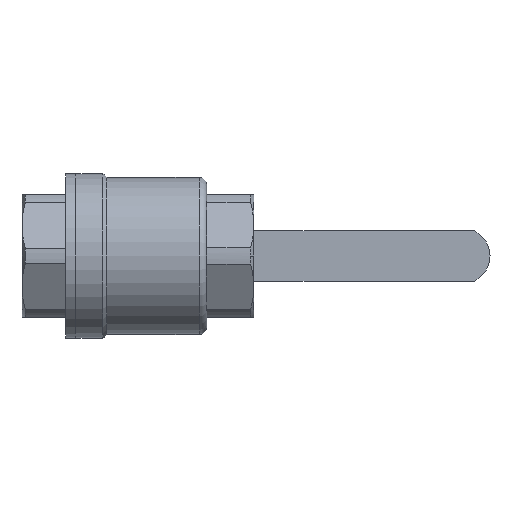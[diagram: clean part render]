
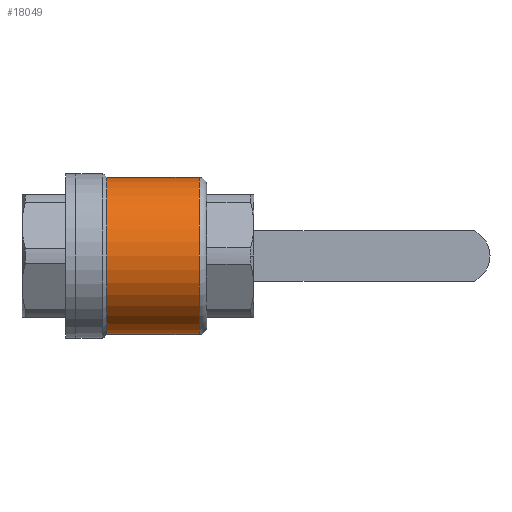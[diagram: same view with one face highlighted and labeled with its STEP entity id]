
A CAD part, left-side view. The second image highlights one B-rep face of the part: STEP entity #18049.
In plain terms, the highlighted cylindrical face has radius 42.35 mm (diameter 84.7 mm), a partial arc.
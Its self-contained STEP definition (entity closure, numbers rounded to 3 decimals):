
#549 = VERTEX_POINT ( 'NONE', #25881 ) ;
#1017 = VERTEX_POINT ( 'NONE', #22394 ) ;
#1145 = DIRECTION ( 'NONE',  ( 0., 0., 1. ) ) ;
#1726 = CIRCLE ( 'NONE', #20285, 42.35 ) ;
#2480 = CIRCLE ( 'NONE', #13031, 42.35 ) ;
#4406 = DIRECTION ( 'NONE',  ( 0., 0., 1. ) ) ;
#5129 = ORIENTED_EDGE ( 'NONE', *, *, #16171, .T. ) ;
#5416 = CARTESIAN_POINT ( 'NONE',  ( 0., -37.9, 42.35 ) ) ;
#5887 = EDGE_CURVE ( 'NONE', #549, #20933, #2480, .T. ) ;
#6390 = CYLINDRICAL_SURFACE ( 'NONE', #23406, 42.35 ) ;
#7016 = EDGE_CURVE ( 'NONE', #1017, #15136, #1726, .T. ) ;
#7828 = DIRECTION ( 'NONE',  ( 0., 0., 1. ) ) ;
#9295 = LINE ( 'NONE', #17358, #18903 ) ;
#10240 = ORIENTED_EDGE ( 'NONE', *, *, #5887, .T. ) ;
#11168 = CARTESIAN_POINT ( 'NONE',  ( 0., 16., 0. ) ) ;
#11524 = ORIENTED_EDGE ( 'NONE', *, *, #15213, .F. ) ;
#13031 = AXIS2_PLACEMENT_3D ( 'NONE', #17860, #25937, #7828 ) ;
#13474 = DIRECTION ( 'NONE',  ( 0., 1., 0. ) ) ;
#14435 = CARTESIAN_POINT ( 'NONE',  ( 0., -37.9, 0. ) ) ;
#15136 = VERTEX_POINT ( 'NONE', #17230 ) ;
#15213 = EDGE_CURVE ( 'NONE', #549, #1017, #9295, .T. ) ;
#16171 = EDGE_CURVE ( 'NONE', #20933, #15136, #23507, .T. ) ;
#17230 = CARTESIAN_POINT ( 'NONE',  ( 0., 16., 42.35 ) ) ;
#17358 = CARTESIAN_POINT ( 'NONE',  ( 0., -37.9, -42.35 ) ) ;
#17860 = CARTESIAN_POINT ( 'NONE',  ( 0., -33.9, 0. ) ) ;
#18049 = ADVANCED_FACE ( 'NONE', ( #24493 ), #6390, .T. ) ;
#18831 = ORIENTED_EDGE ( 'NONE', *, *, #7016, .F. ) ;
#18903 = VECTOR ( 'NONE', #25419, 1000. ) ;
#19225 = DIRECTION ( 'NONE',  ( 0., 1., 0. ) ) ;
#20285 = AXIS2_PLACEMENT_3D ( 'NONE', #11168, #19225, #1145 ) ;
#20933 = VERTEX_POINT ( 'NONE', #21816 ) ;
#21816 = CARTESIAN_POINT ( 'NONE',  ( 0., -33.9, 42.35 ) ) ;
#22394 = CARTESIAN_POINT ( 'NONE',  ( 0., 16., -42.35 ) ) ;
#22510 = DIRECTION ( 'NONE',  ( 0., 1., 0. ) ) ;
#23406 = AXIS2_PLACEMENT_3D ( 'NONE', #14435, #22510, #4406 ) ;
#23507 = LINE ( 'NONE', #5416, #24641 ) ;
#24024 = EDGE_LOOP ( 'NONE', ( #11524, #10240, #5129, #18831 ) ) ;
#24493 = FACE_OUTER_BOUND ( 'NONE', #24024, .T. ) ;
#24641 = VECTOR ( 'NONE', #13474, 1000. ) ;
#25419 = DIRECTION ( 'NONE',  ( 0., 1., 0. ) ) ;
#25881 = CARTESIAN_POINT ( 'NONE',  ( 0., -33.9, -42.35 ) ) ;
#25937 = DIRECTION ( 'NONE',  ( 0., 1., 0. ) ) ;
